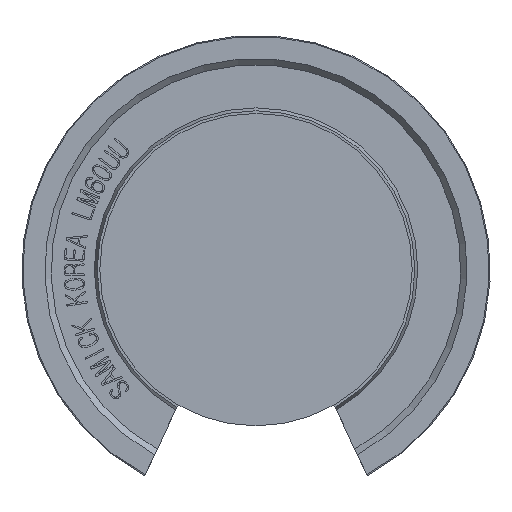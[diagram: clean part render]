
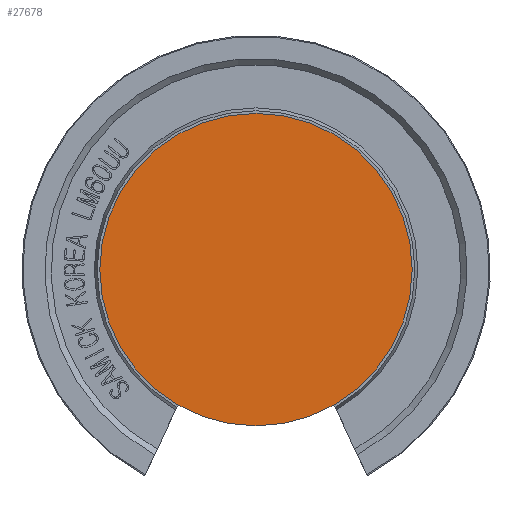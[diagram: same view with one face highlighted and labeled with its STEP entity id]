
A CAD part, front view. The second image highlights one B-rep face of the part: STEP entity #27678.
In plain terms, the highlighted planar face has unit normal (0, -1, 0).
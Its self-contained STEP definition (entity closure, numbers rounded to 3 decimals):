
#27408=CARTESIAN_POINT('',(-30.0,-87.5,0.));
#27409=VERTEX_POINT('',#27408);
#27410=CARTESIAN_POINT('',(0.0,-87.5,0.0));
#27411=DIRECTION('',(0.0,1.0,0.0));
#27412=DIRECTION('',(1.0,0.0,0.0));
#27413=AXIS2_PLACEMENT_3D('',#27410,#27411,#27412);
#27414=CIRCLE('',#27413,30.0);
#27415=EDGE_CURVE('',#27409,#27409,#27414,.T.);
#27670=CARTESIAN_POINT('',(0.0,-87.5,0.0));
#27671=DIRECTION('',(0.0,-1.0,0.0));
#27672=DIRECTION('',(0.0,0.0,-1.0));
#27673=AXIS2_PLACEMENT_3D('',#27670,#27671,#27672);
#27674=PLANE('',#27673);
#27675=ORIENTED_EDGE('',*,*,#27415,.F.);
#27676=EDGE_LOOP('',(#27675));
#27677=FACE_OUTER_BOUND('',#27676,.T.);
#27678=ADVANCED_FACE('',(#27677),#27674,.T.);
